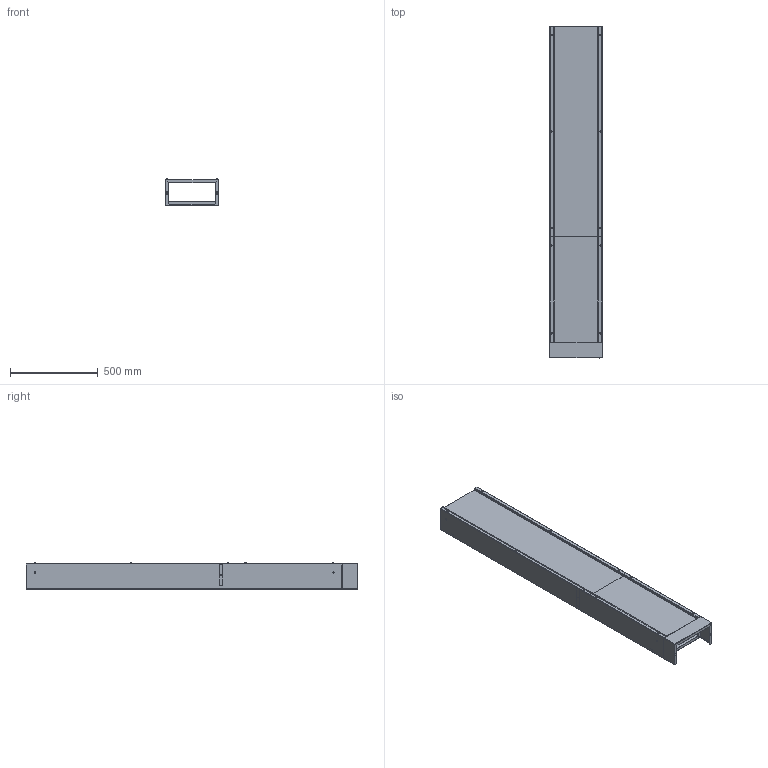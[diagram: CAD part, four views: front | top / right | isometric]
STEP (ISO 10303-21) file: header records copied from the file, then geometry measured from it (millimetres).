
FILE_DESCRIPTION (( 'STEP AP203' ), '1' );
FILE_NAME ('ÌÈ-1959.00.00.000 Êîðîá ÊÝÒ òðàíçèòíûé (1890õ300õ150) EKF Basic.STEP', '2021-04-26T12:15:20', ( '' ), ( '' ), 'SwSTEP 2.0', 'SolidWorks 2021', '' );
FILE_SCHEMA (( 'CONFIG_CONTROL_DESIGN' ));
Length unit declared in the file: millimetre
Products named in the file (13): ÌÈ-1959.01.00.000 Êîðïóñ â ñáîðå; pan head cross recess screw_din_DIN EN ISO 7045 - M4 x 16 - Z - 16N; Øïèëüêà Ì6õ12; ÌÈ-1796.00.00.004 Ïàíåëü âåðõíÿÿ; 昈-1959.01.00.001 扻豵鵨; hex flange nut_din_Hexagon Flange Nut DIN 6923 - M6 - N; Çàêëåïêà öèëèíäðè÷åñêàÿ Ì4 ÑÒ-Á ñ âíóòðåííåé ðåçüáîé_Œ8; 昈-1796.00.00.003 眈翴錪; ÌÈ-1796.01.00.002 Ðåéêà; ÌÈ-1959.01.00.002 Ðåéêà ñðåäíÿÿ; ÌÈ-1959.00.00.000 Êîðîá ÊÝÒ òðàíçèòíûé (1890õ300õ150) EKF Basic; 昈-1796.00.00.001 絊膰錪; hex screw gradeab_din_DIN EN 24017 - M6 x 16-N
Assembly tree (34 placements, depth 3):
  ÌÈ-1959.00.00.000 Êîðîá ÊÝÒ òðàíçèòíûé (1890õ300õ150) EKF Basic
    ÌÈ-1959.01.00.000 Êîðïóñ â ñáîðå
      昈-1959.01.00.001 扻豵鵨
      ÌÈ-1796.01.00.002 Ðåéêà  x2
      Øïèëüêà Ì6õ12  x2
      Çàêëåïêà öèëèíäðè÷åñêàÿ Ì4 ÑÒ-Á ñ âíóòðåííåé ðåçüáîé_Œ8  x10
      ÌÈ-1959.01.00.002 Ðåéêà ñðåäíÿÿ
    昈-1796.00.00.001 絊膰錪
    昈-1796.00.00.003 眈翴錪
    ÌÈ-1796.00.00.004 Ïàíåëü âåðõíÿÿ
    hex screw gradeab_din_DIN EN 24017 - M6 x 16-N  x2
    hex flange nut_din_Hexagon Flange Nut DIN 6923 - M6 - N  x2
    pan head cross recess screw_din_DIN EN ISO 7045 - M4 x 16 - Z - 16N  x10
Bounding box: 300 x 1890 x 149.82 mm (x, y, z)
Volume: 1487554.3 mm3; surface area: 3660877.6 mm2
Topology: 33 solids, 33 shells, 2593 faces, 6641 edges, 4208 vertices
Faces by surface type: plane 1364, bspline 604, cylinder 353, cone 164, torus 88, sphere 20
Entity records: 27704 total; most frequent: CARTESIAN_POINT 8666, ORIENTED_EDGE 3580, DIRECTION 3356, EDGE_CURVE 1790, AXIS2_PLACEMENT_3D 1126, VECTOR 1104, LINE 1104, VERTEX_POINT 1081
